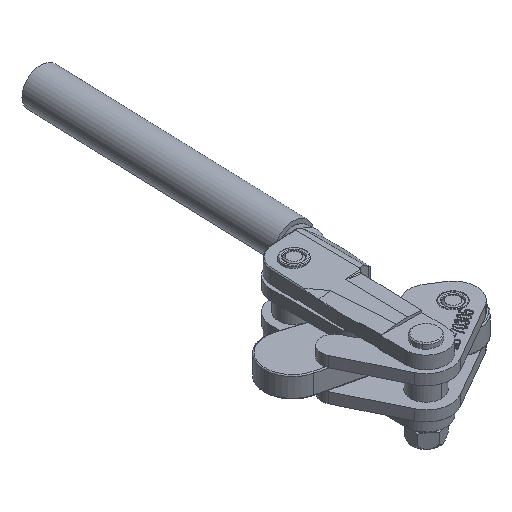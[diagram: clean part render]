
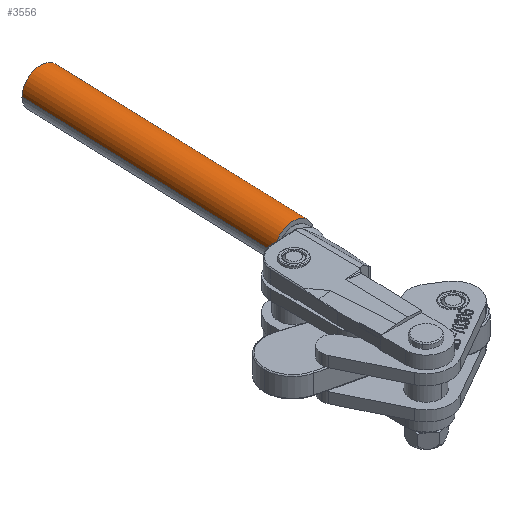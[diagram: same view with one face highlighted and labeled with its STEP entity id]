
A CAD part, isometric view. The second image highlights one B-rep face of the part: STEP entity #3556.
In plain terms, the highlighted cylindrical face has radius 9 mm (diameter 18 mm), a partial arc.
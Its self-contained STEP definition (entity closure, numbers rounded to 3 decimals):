
#1762 = CARTESIAN_POINT ( 'NONE',  ( 0., 0., -9. ) ) ;
#1763 = CARTESIAN_POINT ( 'NONE',  ( 0., 0., 9. ) ) ;
#1838 = AXIS2_PLACEMENT_3D ( 'NONE', #22043, #22042, #22041 ) ;
#1933 = EDGE_CURVE ( 'NONE', #30354, #23888, #21714, .T. ) ;
#1936 = EDGE_CURVE ( 'NONE', #23888, #23887, #21635, .T. ) ;
#1963 = EDGE_CURVE ( 'NONE', #30322, #23887, #21627, .T. ) ;
#1990 = CARTESIAN_POINT ( 'NONE',  ( 0., 125., -9. ) ) ;
#2031 = CARTESIAN_POINT ( 'NONE',  ( 0., 125., 9. ) ) ;
#3556 = ADVANCED_FACE ( 'NONE', ( #20069 ), #20089, .T. ) ;
#3885 = ORIENTED_EDGE ( 'NONE', *, *, #1963, .F. ) ;
#4053 = ORIENTED_EDGE ( 'NONE', *, *, #5126, .F. ) ;
#4250 = ORIENTED_EDGE ( 'NONE', *, *, #1936, .T. ) ;
#4439 = ORIENTED_EDGE ( 'NONE', *, *, #1933, .T. ) ;
#4557 = CARTESIAN_POINT ( 'NONE',  ( 0., 125., 0. ) ) ;
#4558 = DIRECTION ( 'NONE',  ( 0., 1., 0. ) ) ;
#4559 = DIRECTION ( 'NONE',  ( 0., 0., 1. ) ) ;
#5126 = EDGE_CURVE ( 'NONE', #30354, #30322, #5513, .T. ) ;
#5513 = CIRCLE ( 'NONE', #29297, 9. ) ;
#7771 = EDGE_LOOP ( 'NONE', ( #4053, #4439, #4250, #3885 ) ) ;
#18683 = DIRECTION ( 'NONE',  ( 0., 0., -1. ) ) ;
#18684 = DIRECTION ( 'NONE',  ( 0., -1., 0. ) ) ;
#18775 = CARTESIAN_POINT ( 'NONE',  ( 0., 125., 0. ) ) ;
#20069 = FACE_OUTER_BOUND ( 'NONE', #7771, .T. ) ;
#20089 = CYLINDRICAL_SURFACE ( 'NONE', #29037, 9. ) ;
#21622 = VECTOR ( 'NONE', #22052, 1000. ) ;
#21627 = LINE ( 'NONE', #22046, #21637 ) ;
#21635 = CIRCLE ( 'NONE', #1838, 9. ) ;
#21637 = VECTOR ( 'NONE', #22051, 1000. ) ;
#21714 = LINE ( 'NONE', #22050, #21622 ) ;
#22041 = DIRECTION ( 'NONE',  ( 0., 0., 1. ) ) ;
#22042 = DIRECTION ( 'NONE',  ( 0., 1., 0. ) ) ;
#22043 = CARTESIAN_POINT ( 'NONE',  ( 0., 0., 0. ) ) ;
#22046 = CARTESIAN_POINT ( 'NONE',  ( 0., 125., -9. ) ) ;
#22050 = CARTESIAN_POINT ( 'NONE',  ( 0., 125., 9. ) ) ;
#22051 = DIRECTION ( 'NONE',  ( 0., -1., 0. ) ) ;
#22052 = DIRECTION ( 'NONE',  ( 0., -1., 0. ) ) ;
#23887 = VERTEX_POINT ( 'NONE', #1762 ) ;
#23888 = VERTEX_POINT ( 'NONE', #1763 ) ;
#29037 = AXIS2_PLACEMENT_3D ( 'NONE', #18775, #18684, #18683 ) ;
#29297 = AXIS2_PLACEMENT_3D ( 'NONE', #4557, #4558, #4559 ) ;
#30322 = VERTEX_POINT ( 'NONE', #1990 ) ;
#30354 = VERTEX_POINT ( 'NONE', #2031 ) ;
